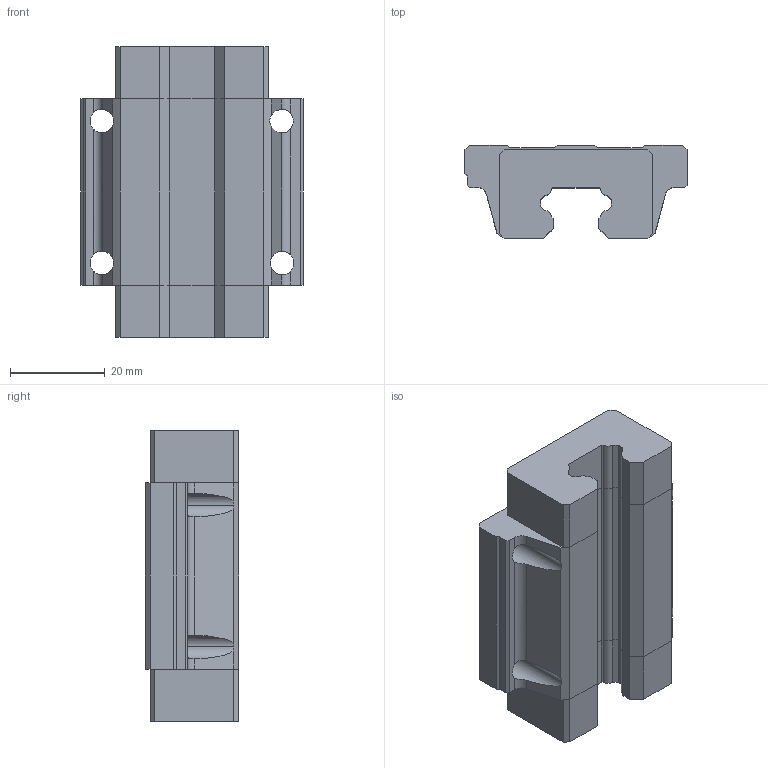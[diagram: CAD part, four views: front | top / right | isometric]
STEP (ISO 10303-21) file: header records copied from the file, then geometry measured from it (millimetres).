
FILE_DESCRIPTION (( 'STEP AP203' ), '1' );
FILE_NAME ('HGW15CA SOLÝD.STEP', '2020-06-09T06:34:01', ( '' ), ( '' ), 'SwSTEP 2.0', 'SolidWorks 2014', '' );
FILE_SCHEMA (( 'CONFIG_CONTROL_DESIGN' ));
Length unit declared in the file: millimetre
Products named in the file (6): HGW 15 CA SOLÝD1; HGW 15 CA SOLÝD2; HGW15CA SOLÝD
Assembly tree (3 placements, depth 2):
  HGW15CA SOLÝD
    HGW 15 CA SOLÝD1
    HGW 15 CA SOLÝD2  x2
  HGW 15 CA SOLÝD1
  HGW 15 CA SOLÝD2
  HGW 15 CA SOLÝD2
Bounding box: 47 x 19.7 x 61.4 mm (x, y, z)
Volume: 35751 mm3; surface area: 12363.3 mm2
Topology: 3 solids, 3 shells, 124 faces, 366 edges, 244 vertices
Faces by surface type: plane 98, cylinder 26
Entity records: 3821 total; most frequent: CARTESIAN_POINT 735, ORIENTED_EDGE 564, DIRECTION 496, EDGE_CURVE 282, LINE 222, VECTOR 222, VERTEX_POINT 188, AXIS2_PLACEMENT_3D 137
